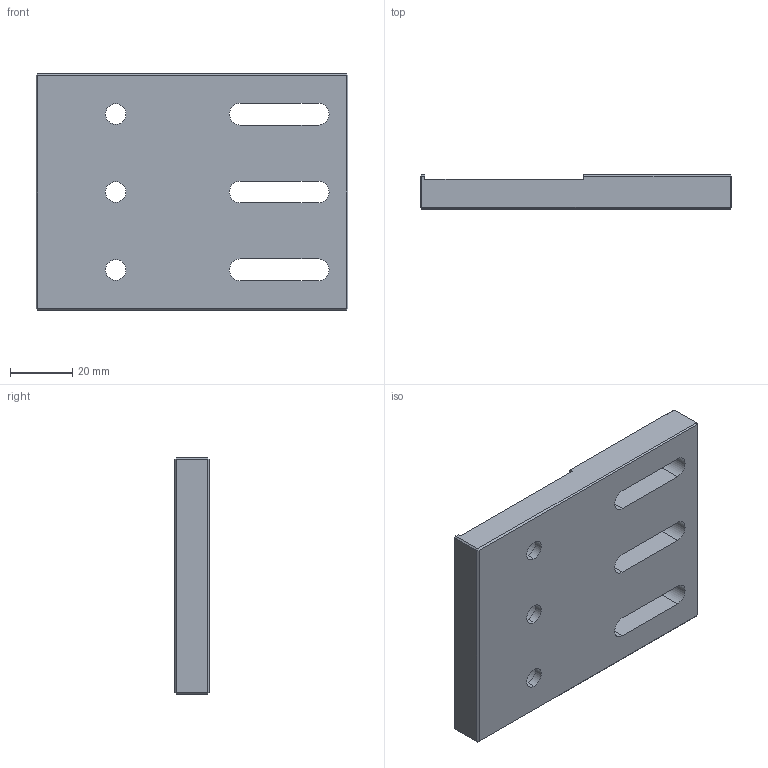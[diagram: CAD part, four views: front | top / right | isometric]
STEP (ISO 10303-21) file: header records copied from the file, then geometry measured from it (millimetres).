
FILE_DESCRIPTION (( 'STEP AP203' ), '1' );
FILE_NAME ('BP-6.step', '2019-05-09T08:56:04', ( '' ), ( '' ), 'SwSTEP 2.0', 'SolidWorks 2016', '' );
FILE_SCHEMA (( 'CONFIG_CONTROL_DESIGN' ));
Length unit declared in the file: millimetre
Products named in the file (1): BP-6
Bounding box: 100 x 11 x 76 mm (x, y, z)
Volume: 68445 mm3; surface area: 20718.7 mm2
Topology: 1 solids, 1 shells, 59 faces, 146 edges, 92 vertices
Faces by surface type: plane 41, cylinder 18
Entity records: 1829 total; most frequent: DIRECTION 302, CARTESIAN_POINT 298, ORIENTED_EDGE 292, EDGE_CURVE 146, LINE 110, VECTOR 110, AXIS2_PLACEMENT_3D 96, VERTEX_POINT 92
